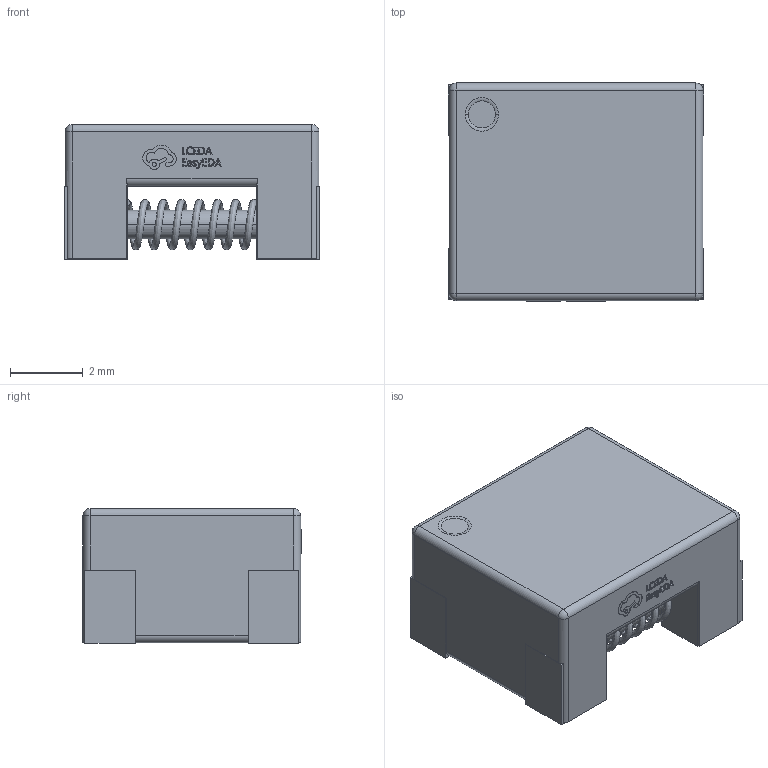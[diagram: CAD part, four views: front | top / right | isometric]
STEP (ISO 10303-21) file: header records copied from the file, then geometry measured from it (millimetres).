
FILE_DESCRIPTION (( 'STEP AP214' ), '1' );
FILE_NAME ('FILTER-SMD_4P-L7.0-W6.0-TL-A.step', '2022-06-24T03:15:42', ( '' ), ( '' ), 'SwSTEP 2.0', 'SolidWorks 2020', '' );
FILE_SCHEMA (( 'AUTOMOTIVE_DESIGN' ));
Length unit declared in the file: millimetre
Products named in the file (1): FILTER-SMD_4P-L7.0-W6.0-TL-A
Bounding box: 7.04 x 6.01 x 3.72 mm (x, y, z)
Volume: 117.3 mm3; surface area: 235.6 mm2
Topology: 1 solids, 1 shells, 363 faces, 1013 edges, 670 vertices
Faces by surface type: plane 221, bspline 118, cylinder 18, sphere 4, torus 2
Entity records: 19484 total; most frequent: CARTESIAN_POINT 7586, ORIENTED_EDGE 2016, DIRECTION 1310, EDGE_CURVE 1008, LINE 694, VECTOR 694, VERTEX_POINT 668, EDGE_LOOP 392
